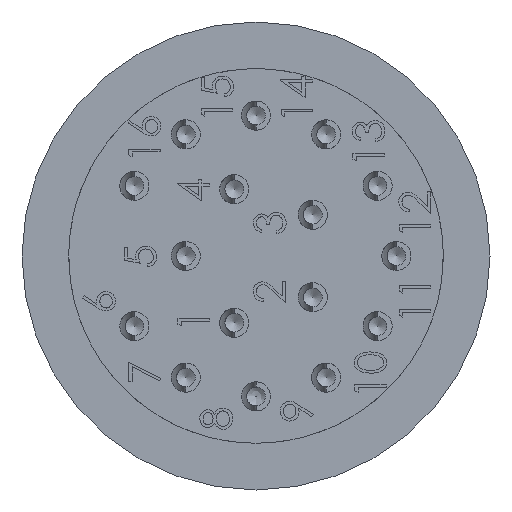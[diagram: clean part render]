
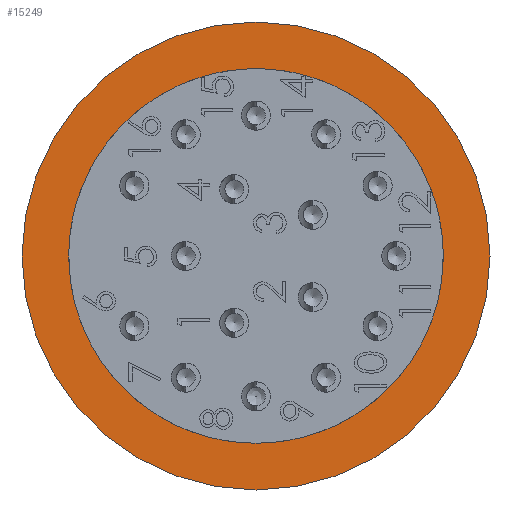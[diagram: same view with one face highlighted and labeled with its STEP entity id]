
A CAD part, left-side view. The second image highlights one B-rep face of the part: STEP entity #15249.
In plain terms, the highlighted planar face has unit normal (-1, 0, 0).
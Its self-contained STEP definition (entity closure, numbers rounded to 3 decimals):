
#400=FACE_BOUND('',#2005,.T.);
#473=PLANE('',#16354);
#1068=FACE_OUTER_BOUND('',#2004,.T.);
#2004=EDGE_LOOP('',(#11102));
#2005=EDGE_LOOP('',(#11103));
#6062=CIRCLE('',#16289,15.875);
#6065=CIRCLE('',#16293,12.7);
#6407=VERTEX_POINT('',#21932);
#6410=VERTEX_POINT('',#21940);
#7990=EDGE_CURVE('',#6407,#6407,#6062,.T.);
#7995=EDGE_CURVE('',#6410,#6410,#6065,.T.);
#11102=ORIENTED_EDGE('',*,*,#7990,.T.);
#11103=ORIENTED_EDGE('',*,*,#7995,.F.);
#15249=ADVANCED_FACE('',(#1068,#400),#473,.F.);
#16289=AXIS2_PLACEMENT_3D('',#21933,#17590,#17591);
#16293=AXIS2_PLACEMENT_3D('',#21942,#17600,#17601);
#16354=AXIS2_PLACEMENT_3D('',#26323,#17986,#17987);
#17590=DIRECTION('center_axis',(-1.,0.,0.));
#17591=DIRECTION('ref_axis',(0.,0.,1.));
#17600=DIRECTION('center_axis',(-1.,0.,0.));
#17601=DIRECTION('ref_axis',(0.,0.,1.));
#17986=DIRECTION('center_axis',(1.,0.,0.));
#17987=DIRECTION('ref_axis',(0.,0.,-1.));
#21932=CARTESIAN_POINT('',(-12.7,0.,-15.875));
#21933=CARTESIAN_POINT('Origin',(-12.7,0.,0.));
#21940=CARTESIAN_POINT('',(-12.7,0.,-12.7));
#21942=CARTESIAN_POINT('Origin',(-12.7,0.,0.));
#26323=CARTESIAN_POINT('Origin',(-12.7,15.875,0.));
